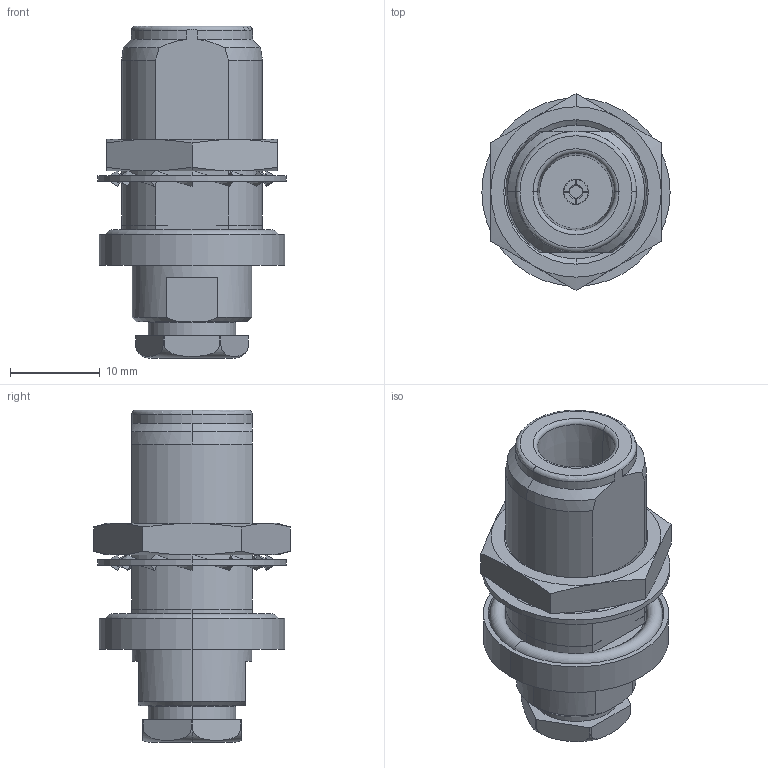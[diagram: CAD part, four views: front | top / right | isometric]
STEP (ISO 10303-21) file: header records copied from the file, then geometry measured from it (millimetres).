
FILE_DESCRIPTION (( 'STEP AP214' ), '1' );
FILE_NAME ('J01021H0087.STEP', '2018-09-18T08:42:52', ( '' ), ( '' ), 'SwSTEP 2.0', 'SolidWorks 2017', '' );
FILE_SCHEMA (( 'AUTOMOTIVE_DESIGN' ));
Length unit declared in the file: millimetre
Products named in the file (1): J01021H0087
Bounding box: 21 x 21.94 x 37.02 mm (x, y, z)
Volume: 6558.7 mm3; surface area: 4008.4 mm2
Topology: 2 solids, 2 shells, 208 faces, 559 edges, 354 vertices
Faces by surface type: plane 75, cylinder 48, cone 37, bspline 36, torus 12
Entity records: 9813 total; most frequent: CARTESIAN_POINT 2566, ORIENTED_EDGE 1118, DIRECTION 891, EDGE_CURVE 559, VERTEX_POINT 354, AXIS2_PLACEMENT_3D 335, EDGE_LOOP 237, VECTOR 221
